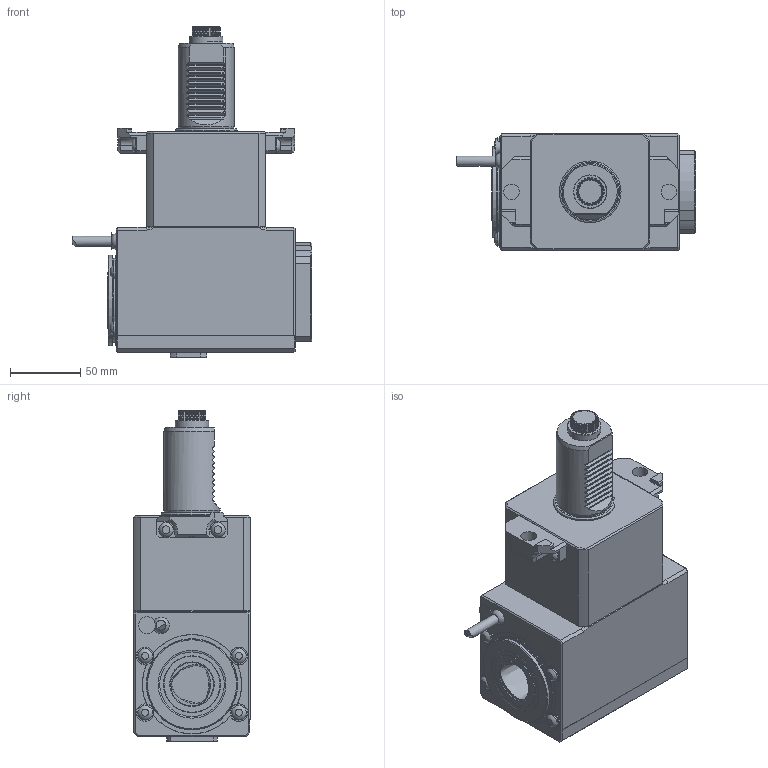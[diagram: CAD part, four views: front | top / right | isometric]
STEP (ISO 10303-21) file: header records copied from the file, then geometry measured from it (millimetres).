
FILE_DESCRIPTION(/* description */ ('Unknown'),/* implementation_level */ '2;1');
FILE_NAME(/* name */ 'C4_DNI_GM40V_I_HS_L_SIM',/* time_stamp */ '2023-07-14T10:57:01+02:00',/* author */ ('WTO KS'),/* organization */ ('WTO'),/* preprocessor_version */ 'ST-DEVELOPER v16.7',/* originating_system */ 'DEX',/* authorisation */ $);
FILE_SCHEMA (('AUTOMOTIVE_DESIGN {1 0 10303 214 3 1 1}'));
Length unit declared in the file: millimetre
Products named in the file (1): 118585_C4-DLI-VD40T-120-I-H_vereinfacht_STP_00473491
Bounding box: 170.2 x 83 x 235.8 mm (x, y, z)
Surface area: 103396.2 mm2 (no closed solid volume)
Topology: 0 solids, 1 shells, 592 faces, 1597 edges, 1032 vertices
Faces by surface type: plane 249, cylinder 231, torus 53, cone 49, sphere 9, bspline 1
Full cylindrical faces by diameter (mm): 2.5 x1, 6 x1, 7 x1, 10.5 x8, 11 x2, 12 x1, 23.8 x1, 40 x1, 43.9 x1, 60 x1, 64.4 x1
Entity records: 18558 total; most frequent: CARTESIAN_POINT 4525, ORIENTED_EDGE 3036, DIRECTION 2734, EDGE_CURVE 1518, AXIS2_PLACEMENT_3D 1038, VERTEX_POINT 1015, EDGE_LOOP 659, FACE_BOUND 659
